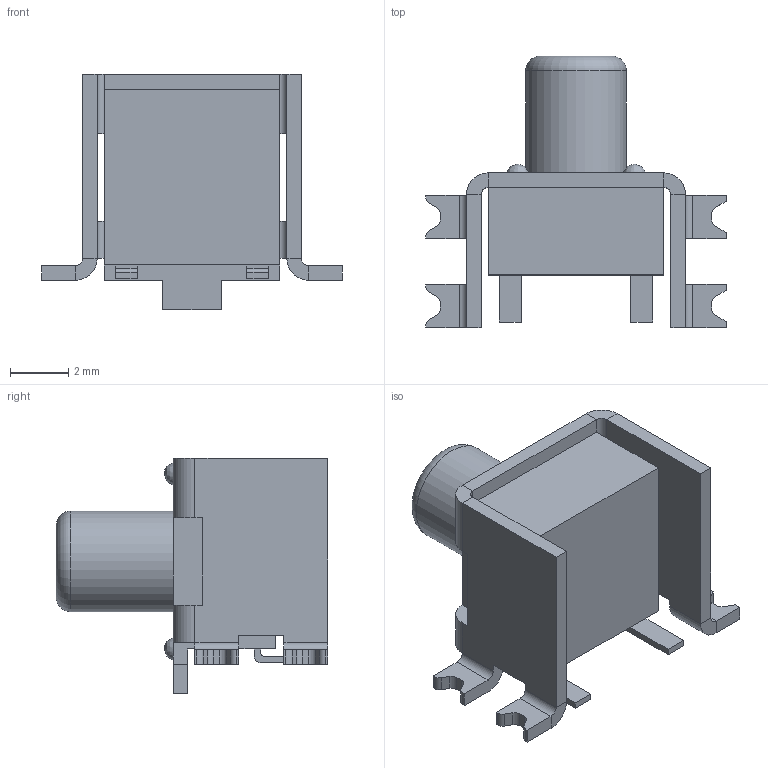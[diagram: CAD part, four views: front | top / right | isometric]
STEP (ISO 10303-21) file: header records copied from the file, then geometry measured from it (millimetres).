
FILE_DESCRIPTION(/* description */ (''),/* implementation_level */ '2;1');
FILE_NAME(/* name */ 'TS-06105SA-1-push-button.stp',/* time_stamp */ '2025-07-28T20:46:56-07:00',/* author */ ('mmajz'),/* organization */ (''),/* preprocessor_version */ 'ST-DEVELOPER v17',/* originating_system */ 'Autodesk Inventor 2019',/* authorisation */ '');
FILE_SCHEMA (('AUTOMOTIVE_DESIGN { 1 0 10303 214 3 1 1 }'));
Length unit declared in the file: millimetre
Products named in the file (1): TS-06105SA-1
Bounding box: 10.3 x 9.3 x 8.05 mm (x, y, z)
Volume: 201.7 mm3; surface area: 406.7 mm2
Topology: 1 solids, 1 shells, 133 faces, 353 edges, 226 vertices
Faces by surface type: plane 94, cylinder 34, bspline 4, torus 1
Full cylindrical faces by diameter (mm): 3.45 x1, 4 x1
Entity records: 4251 total; most frequent: CARTESIAN_POINT 817, ORIENTED_EDGE 706, DIRECTION 704, EDGE_CURVE 353, LINE 262, VECTOR 262, VERTEX_POINT 226, AXIS2_PLACEMENT_3D 221
